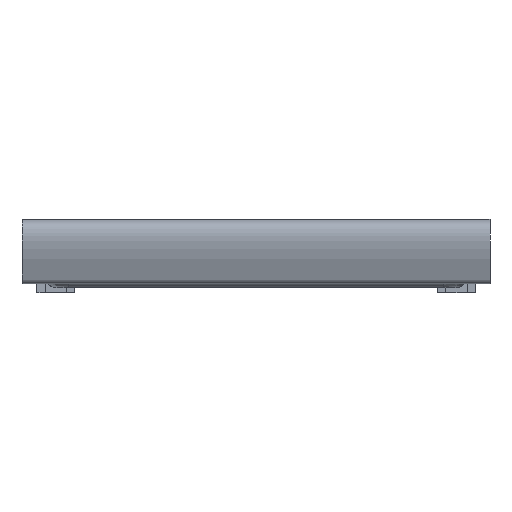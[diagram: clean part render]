
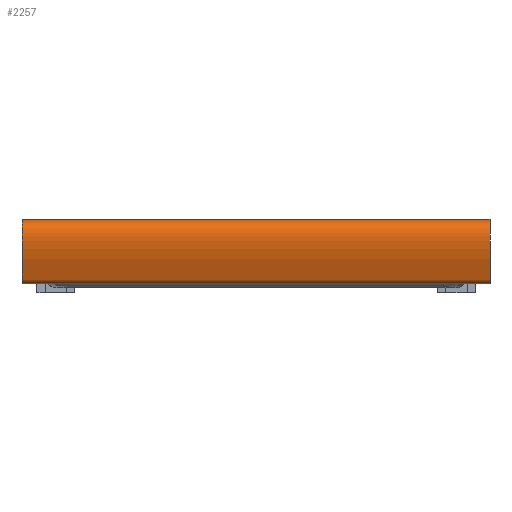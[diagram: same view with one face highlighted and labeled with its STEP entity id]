
A CAD part, front view. The second image highlights one B-rep face of the part: STEP entity #2257.
In plain terms, the highlighted free-form (B-spline) face has degree [3, 1] with [24, 2] control points.
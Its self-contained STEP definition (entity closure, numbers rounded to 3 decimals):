
#816 = VERTEX_POINT('',#817);
#817 = CARTESIAN_POINT('',(-245.579,-135.588,
    67.61));
#822 = EDGE_CURVE('',#816,#823,#825,.T.);
#823 = VERTEX_POINT('',#824);
#824 = CARTESIAN_POINT('',(-245.579,-135.588,
    101.489));
#825 = B_SPLINE_CURVE_WITH_KNOTS('',3,(#826,#827,#828,#829,#830,#831,
    #832,#833),.UNSPECIFIED.,.F.,.F.,(4,1,1,1,1,4),(0.,0.193,
    0.485,0.703,0.835,1.),.UNSPECIFIED.);
#826 = CARTESIAN_POINT('',(-245.579,-135.588,
    67.61));
#827 = CARTESIAN_POINT('',(-245.579,-152.524,
    59.673));
#828 = CARTESIAN_POINT('',(-245.579,-157.065,
    71.415));
#829 = CARTESIAN_POINT('',(-245.579,-179.313,
    137.111));
#830 = CARTESIAN_POINT('',(-245.579,-124.686,
    132.231));
#831 = CARTESIAN_POINT('',(-245.579,-138.121,
    117.045));
#832 = CARTESIAN_POINT('',(-245.579,-141.,
    110.536));
#833 = CARTESIAN_POINT('',(-245.579,-135.588,
    101.489));
#1284 = VERTEX_POINT('',#1285);
#1285 = CARTESIAN_POINT('',(255.837,-135.588,
    67.61));
#1290 = EDGE_CURVE('',#1284,#816,#1291,.T.);
#1291 = B_SPLINE_CURVE_WITH_KNOTS('',1,(#1292,#1293),.UNSPECIFIED.,.F.,
  .F.,(2,2),(-185.,185.),.PIECEWISE_BEZIER_KNOTS.);
#1292 = CARTESIAN_POINT('',(255.837,-135.588,
    67.61));
#1293 = CARTESIAN_POINT('',(-245.579,-135.588,
    67.61));
#1644 = VERTEX_POINT('',#1645);
#1645 = CARTESIAN_POINT('',(255.837,-135.588,
    101.489));
#1650 = EDGE_CURVE('',#1284,#1644,#1651,.T.);
#1651 = B_SPLINE_CURVE_WITH_KNOTS('',3,(#1652,#1653,#1654,#1655,#1656,
    #1657,#1658,#1659),.UNSPECIFIED.,.F.,.F.,(4,1,1,1,1,4),(0.,
    0.193,0.485,0.703,0.835,1.),
  .UNSPECIFIED.);
#1652 = CARTESIAN_POINT('',(255.837,-135.588,
    67.61));
#1653 = CARTESIAN_POINT('',(255.837,-152.524,
    59.673));
#1654 = CARTESIAN_POINT('',(255.837,-157.065,
    71.415));
#1655 = CARTESIAN_POINT('',(255.837,-179.313,
    137.111));
#1656 = CARTESIAN_POINT('',(255.837,-124.686,
    132.231));
#1657 = CARTESIAN_POINT('',(255.837,-138.121,
    117.045));
#1658 = CARTESIAN_POINT('',(255.837,-141.,
    110.536));
#1659 = CARTESIAN_POINT('',(255.837,-135.588,
    101.489));
#2245 = EDGE_CURVE('',#1644,#823,#2246,.T.);
#2246 = B_SPLINE_CURVE_WITH_KNOTS('',1,(#2247,#2248),.UNSPECIFIED.,.F.,
  .F.,(2,2),(-185.,185.),.PIECEWISE_BEZIER_KNOTS.);
#2247 = CARTESIAN_POINT('',(255.837,-135.588,
    101.489));
#2248 = CARTESIAN_POINT('',(-245.579,-135.588,
    101.489));
#2257 = ADVANCED_FACE('',(#2258),#2264,.F.);
#2258 = FACE_BOUND('',#2259,.F.);
#2259 = EDGE_LOOP('',(#2260,#2261,#2262,#2263));
#2260 = ORIENTED_EDGE('',*,*,#1290,.T.);
#2261 = ORIENTED_EDGE('',*,*,#822,.T.);
#2262 = ORIENTED_EDGE('',*,*,#2245,.F.);
#2263 = ORIENTED_EDGE('',*,*,#1650,.F.);
#2264 = B_SPLINE_SURFACE_WITH_KNOTS('',3,1,(
    (#2265,#2266)
    ,(#2267,#2268)
    ,(#2269,#2270)
    ,(#2271,#2272)
    ,(#2273,#2274)
    ,(#2275,#2276)
    ,(#2277,#2278)
    ,(#2279,#2280)
    ,(#2281,#2282)
    ,(#2283,#2284)
    ,(#2285,#2286)
    ,(#2287,#2288)
    ,(#2289,#2290)
    ,(#2291,#2292)
    ,(#2293,#2294)
    ,(#2295,#2296)
    ,(#2297,#2298)
    ,(#2299,#2300)
    ,(#2301,#2302)
    ,(#2303,#2304)
    ,(#2305,#2306)
    ,(#2307,#2308)
    ,(#2309,#2310)
    ,(#2311,#2312
    )),.UNSPECIFIED.,.F.,.F.,.F.,(4,1,1,1,1,1,1,1,1,1,1,1,1,1,1,1,1,1,1,
    1,1,4),(2,2),(0.,0.063,0.125,0.188,0.25,0.313,0.375,0.438,
    0.469,0.5,0.531,0.563,0.625,0.656,0.688,0.719,0.75,0.813,
    0.844,0.875,0.938,1.),(0.,1.),.UNSPECIFIED.);
#2265 = CARTESIAN_POINT('',(-245.579,-135.588,
    67.61));
#2266 = CARTESIAN_POINT('',(255.837,-135.588,
    67.61));
#2267 = CARTESIAN_POINT('',(-245.579,-141.065,
    65.043));
#2268 = CARTESIAN_POINT('',(255.837,-141.065,
    65.043));
#2269 = CARTESIAN_POINT('',(-245.579,-148.853,
    62.549));
#2270 = CARTESIAN_POINT('',(255.837,-148.853,
    62.549));
#2271 = CARTESIAN_POINT('',(-245.579,-154.476,
    65.25));
#2272 = CARTESIAN_POINT('',(255.837,-154.476,
    65.25));
#2273 = CARTESIAN_POINT('',(-245.579,-157.393,
    72.91));
#2274 = CARTESIAN_POINT('',(255.837,-157.393,
    72.91));
#2275 = CARTESIAN_POINT('',(-245.579,-161.26,
    84.063));
#2276 = CARTESIAN_POINT('',(255.837,-161.26,
    84.063));
#2277 = CARTESIAN_POINT('',(-245.579,-165.015,
    97.009));
#2278 = CARTESIAN_POINT('',(255.837,-165.015,
    97.009));
#2279 = CARTESIAN_POINT('',(-245.579,-167.194,
    110.032));
#2280 = CARTESIAN_POINT('',(255.837,-167.194,
    110.032));
#2281 = CARTESIAN_POINT('',(-245.579,-166.552,
    119.515));
#2282 = CARTESIAN_POINT('',(255.837,-166.552,
    119.515));
#2283 = CARTESIAN_POINT('',(-245.579,-163.893,
    125.434));
#2284 = CARTESIAN_POINT('',(255.837,-163.893,
    125.434));
#2285 = CARTESIAN_POINT('',(-245.579,-160.595,
    128.795));
#2286 = CARTESIAN_POINT('',(255.837,-160.595,
    128.795));
#2287 = CARTESIAN_POINT('',(-245.579,-156.13,
    131.025));
#2288 = CARTESIAN_POINT('',(255.837,-156.13,
    131.025));
#2289 = CARTESIAN_POINT('',(-245.579,-149.317,
    132.686));
#2290 = CARTESIAN_POINT('',(255.837,-149.317,
    132.686));
#2291 = CARTESIAN_POINT('',(-245.579,-142.096,
    132.588));
#2292 = CARTESIAN_POINT('',(255.837,-142.096,
    132.588));
#2293 = CARTESIAN_POINT('',(-245.579,-136.316,
    131.192));
#2294 = CARTESIAN_POINT('',(255.837,-136.316,
    131.192));
#2295 = CARTESIAN_POINT('',(-245.579,-133.135,
    129.608));
#2296 = CARTESIAN_POINT('',(255.837,-133.135,
    129.608));
#2297 = CARTESIAN_POINT('',(-245.579,-131.663,
    127.602));
#2298 = CARTESIAN_POINT('',(255.837,-131.663,
    127.602));
#2299 = CARTESIAN_POINT('',(-245.579,-131.934,
    124.521));
#2300 = CARTESIAN_POINT('',(255.837,-131.934,
    124.521));
#2301 = CARTESIAN_POINT('',(-245.579,-134.349,
    121.066));
#2302 = CARTESIAN_POINT('',(255.837,-134.349,
    121.066));
#2303 = CARTESIAN_POINT('',(-245.579,-136.85,
    117.76));
#2304 = CARTESIAN_POINT('',(255.837,-136.85,
    117.76));
#2305 = CARTESIAN_POINT('',(-245.579,-138.801,
    114.599));
#2306 = CARTESIAN_POINT('',(255.837,-138.801,
    114.599));
#2307 = CARTESIAN_POINT('',(-245.579,-139.725,
    110.206));
#2308 = CARTESIAN_POINT('',(255.837,-139.725,
    110.206));
#2309 = CARTESIAN_POINT('',(-245.579,-137.637,
    104.913));
#2310 = CARTESIAN_POINT('',(255.837,-137.637,
    104.913));
#2311 = CARTESIAN_POINT('',(-245.579,-135.588,
    101.489));
#2312 = CARTESIAN_POINT('',(255.837,-135.588,
    101.489));
